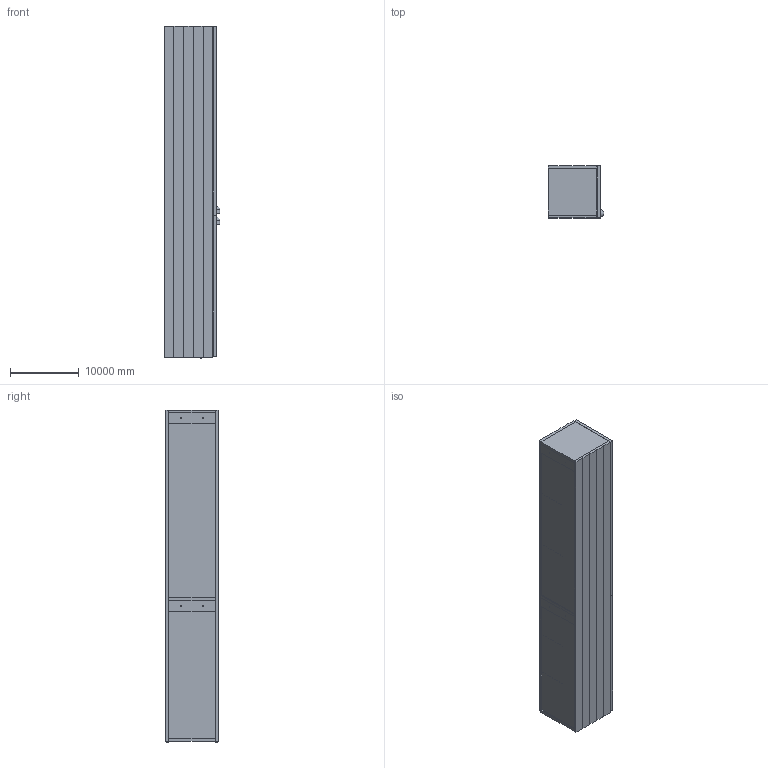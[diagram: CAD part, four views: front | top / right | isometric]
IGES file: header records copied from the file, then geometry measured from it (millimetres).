
Global section: file name: F3T_1; native system: AutoCAD 2016 - English; preprocessor: Autodesk Translation Framework DWG producer (atf_dwg_producer); organization: unknown; date: 20161003.094806; units: inch
Bounding box: 8127.08 x 7620 x 48387 mm (x, y, z)
Volume: 499683656741.5 mm3; surface area: 3720899767.2 mm2
Topology: 19 solids, 31 shells, 414 faces, 789 edges, 516 vertices
Faces by surface type: bspline 414
